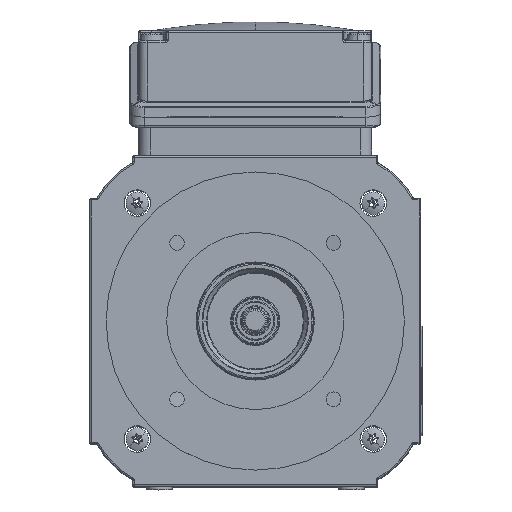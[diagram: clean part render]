
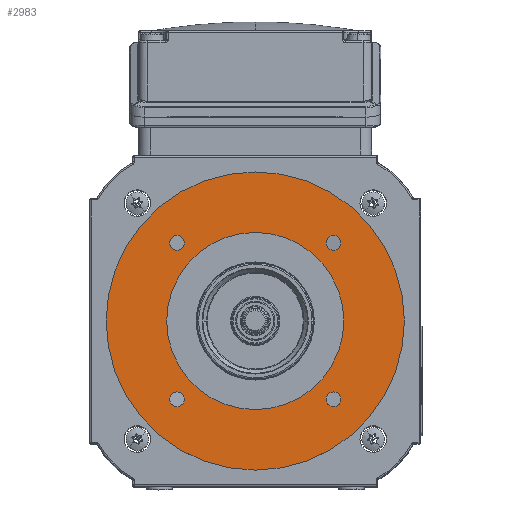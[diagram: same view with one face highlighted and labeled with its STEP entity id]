
A CAD part, top view. The second image highlights one B-rep face of the part: STEP entity #2983.
In plain terms, the highlighted planar face has unit normal (0, 0, 1).
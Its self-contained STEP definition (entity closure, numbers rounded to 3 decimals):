
#66 = CIRCLE ( 'NONE', #5975, 2.5 ) ;
#424 = EDGE_CURVE ( 'NONE', #20771, #1133, #982, .T. ) ;
#750 = DIRECTION ( 'NONE',  ( 0., 0., 1. ) ) ;
#749 = DIRECTION ( 'NONE',  ( 1., 0., 0. ) ) ;
#892 = VERTEX_POINT ( 'NONE', #22121 ) ;
#982 = CIRCLE ( 'NONE', #25752, 50.5 ) ;
#1133 = VERTEX_POINT ( 'NONE', #3293 ) ;
#1178 = DIRECTION ( 'NONE',  ( 1., 0., 0. ) ) ;
#1213 = FACE_BOUND ( 'NONE', #4713, .T. ) ;
#1394 = VERTEX_POINT ( 'NONE', #14988 ) ;
#1713 = AXIS2_PLACEMENT_3D ( 'NONE', #11264, #25907, #13354 ) ;
#2841 = DIRECTION ( 'NONE',  ( 0., 0., 1. ) ) ;
#2983 = ADVANCED_FACE ( 'NONE', ( #17304, #1213, #23501, #22865, #11726, #6116 ), #17429, .F. ) ;
#3293 = CARTESIAN_POINT ( 'NONE',  ( -50.5, 0., 157.5 ) ) ;
#3558 = ORIENTED_EDGE ( 'NONE', *, *, #4330, .F. ) ;
#3621 = EDGE_LOOP ( 'NONE', ( #4157, #16537 ) ) ;
#3728 = DIRECTION ( 'NONE',  ( 0., 0., -1. ) ) ;
#3953 = VERTEX_POINT ( 'NONE', #26079 ) ;
#4083 = DIRECTION ( 'NONE',  ( 0., 0., 1. ) ) ;
#4157 = ORIENTED_EDGE ( 'NONE', *, *, #12811, .F. ) ;
#4196 = AXIS2_PLACEMENT_3D ( 'NONE', #5261, #19944, #7350 ) ;
#4223 = CIRCLE ( 'NONE', #25047, 2.5 ) ;
#4330 = EDGE_CURVE ( 'NONE', #14249, #7876, #16924, .T. ) ;
#4688 = DIRECTION ( 'NONE',  ( 0., 0., -1. ) ) ;
#4713 = EDGE_LOOP ( 'NONE', ( #22943, #25958 ) ) ;
#5160 = AXIS2_PLACEMENT_3D ( 'NONE', #16662, #4083, #18788 ) ;
#5261 = CARTESIAN_POINT ( 'NONE',  ( -26.517, 26.517, 157.5 ) ) ;
#5265 = CIRCLE ( 'NONE', #5160, 30. ) ;
#5567 = AXIS2_PLACEMENT_3D ( 'NONE', #26313, #13751, #1178 ) ;
#5975 = AXIS2_PLACEMENT_3D ( 'NONE', #13302, #750, #15425 ) ;
#6116 = FACE_OUTER_BOUND ( 'NONE', #3621, .T. ) ;
#6353 = EDGE_CURVE ( 'NONE', #7876, #14249, #66, .T. ) ;
#6915 = CARTESIAN_POINT ( 'NONE',  ( 0., 30., 157.5 ) ) ;
#7308 = VERTEX_POINT ( 'NONE', #9229 ) ;
#7350 = DIRECTION ( 'NONE',  ( 1., 0., 0. ) ) ;
#7704 = DIRECTION ( 'NONE',  ( 0., 0., 1. ) ) ;
#7732 = EDGE_CURVE ( 'NONE', #12464, #13262, #12702, .T. ) ;
#7876 = VERTEX_POINT ( 'NONE', #9565 ) ;
#8046 = CARTESIAN_POINT ( 'NONE',  ( 29.017, -26.517, 157.5 ) ) ;
#8686 = CARTESIAN_POINT ( 'NONE',  ( -29.017, -26.517, 157.5 ) ) ;
#9022 = ORIENTED_EDGE ( 'NONE', *, *, #12531, .F. ) ;
#9059 = DIRECTION ( 'NONE',  ( -1., 0., 0. ) ) ;
#9229 = CARTESIAN_POINT ( 'NONE',  ( -24.017, 26.517, 157.5 ) ) ;
#9236 = DIRECTION ( 'NONE',  ( 0., 0., 1. ) ) ;
#9565 = CARTESIAN_POINT ( 'NONE',  ( -24.017, -26.517, 157.5 ) ) ;
#10132 = AXIS2_PLACEMENT_3D ( 'NONE', #6915, #21621, #9059 ) ;
#10358 = ORIENTED_EDGE ( 'NONE', *, *, #12046, .F. ) ;
#10373 = EDGE_LOOP ( 'NONE', ( #27162, #3558 ) ) ;
#10668 = CIRCLE ( 'NONE', #25219, 2.5 ) ;
#10701 = CARTESIAN_POINT ( 'NONE',  ( 50.5, 0., 157.5 ) ) ;
#11264 = CARTESIAN_POINT ( 'NONE',  ( 26.517, -26.517, 157.5 ) ) ;
#11651 = AXIS2_PLACEMENT_3D ( 'NONE', #21779, #9236, #23865 ) ;
#11726 = FACE_BOUND ( 'NONE', #11727, .T. ) ;
#11727 = EDGE_LOOP ( 'NONE', ( #11840, #9022 ) ) ;
#11840 = ORIENTED_EDGE ( 'NONE', *, *, #18709, .F. ) ;
#12046 = EDGE_CURVE ( 'NONE', #3953, #7308, #20389, .T. ) ;
#12133 = DIRECTION ( 'NONE',  ( 0., 0., 1. ) ) ;
#12464 = VERTEX_POINT ( 'NONE', #21547 ) ;
#12531 = EDGE_CURVE ( 'NONE', #892, #22970, #15435, .T. ) ;
#12702 = CIRCLE ( 'NONE', #23044, 2.5 ) ;
#12811 = EDGE_CURVE ( 'NONE', #1133, #20771, #19363, .T. ) ;
#13262 = VERTEX_POINT ( 'NONE', #19086 ) ;
#13302 = CARTESIAN_POINT ( 'NONE',  ( -26.517, -26.517, 157.5 ) ) ;
#13301 = DIRECTION ( 'NONE',  ( 0., 0., 1. ) ) ;
#13354 = DIRECTION ( 'NONE',  ( 1., 0., 0. ) ) ;
#13751 = DIRECTION ( 'NONE',  ( 0., 0., 1. ) ) ;
#14070 = VERTEX_POINT ( 'NONE', #8046 ) ;
#14249 = VERTEX_POINT ( 'NONE', #8686 ) ;
#14988 = CARTESIAN_POINT ( 'NONE',  ( 24.017, -26.517, 157.5 ) ) ;
#15416 = CARTESIAN_POINT ( 'NONE',  ( 0., 0., 157.5 ) ) ;
#15425 = DIRECTION ( 'NONE',  ( 1., 0., 0. ) ) ;
#15435 = CIRCLE ( 'NONE', #16347, 30. ) ;
#15865 = CIRCLE ( 'NONE', #11651, 2.5 ) ;
#16303 = CARTESIAN_POINT ( 'NONE',  ( 0., 0., 157.5 ) ) ;
#16313 = ORIENTED_EDGE ( 'NONE', *, *, #17089, .F. ) ;
#16347 = AXIS2_PLACEMENT_3D ( 'NONE', #15416, #2841, #17544 ) ;
#16537 = ORIENTED_EDGE ( 'NONE', *, *, #424, .F. ) ;
#16584 = CIRCLE ( 'NONE', #1713, 2.5 ) ;
#16662 = CARTESIAN_POINT ( 'NONE',  ( 0., 0., 157.5 ) ) ;
#16924 = CIRCLE ( 'NONE', #5567, 2.5 ) ;
#17089 = EDGE_CURVE ( 'NONE', #13262, #12464, #15865, .T. ) ;
#17112 = CARTESIAN_POINT ( 'NONE',  ( 30., 0., 157.5 ) ) ;
#17263 = CARTESIAN_POINT ( 'NONE',  ( 0., 0., 157.5 ) ) ;
#17304 = FACE_BOUND ( 'NONE', #22553, .T. ) ;
#17429 = PLANE ( 'NONE',  #10132 ) ;
#17544 = DIRECTION ( 'NONE',  ( 1., 0., 0. ) ) ;
#18427 = DIRECTION ( 'NONE',  ( -1., 0., 0. ) ) ;
#18709 = EDGE_CURVE ( 'NONE', #22970, #892, #5265, .T. ) ;
#18786 = EDGE_LOOP ( 'NONE', ( #24958, #10358 ) ) ;
#18788 = DIRECTION ( 'NONE',  ( 1., 0., 0. ) ) ;
#19086 = CARTESIAN_POINT ( 'NONE',  ( 29.017, 26.517, 157.5 ) ) ;
#19363 = CIRCLE ( 'NONE', #25984, 50.5 ) ;
#19388 = DIRECTION ( 'NONE',  ( -1., 0., 0. ) ) ;
#19944 = DIRECTION ( 'NONE',  ( 0., 0., 1. ) ) ;
#20020 = EDGE_CURVE ( 'NONE', #1394, #14070, #4223, .T. ) ;
#20283 = CARTESIAN_POINT ( 'NONE',  ( -26.517, 26.517, 157.5 ) ) ;
#20389 = CIRCLE ( 'NONE', #4196, 2.5 ) ;
#20771 = VERTEX_POINT ( 'NONE', #10701 ) ;
#21547 = CARTESIAN_POINT ( 'NONE',  ( 24.017, 26.517, 157.5 ) ) ;
#21621 = DIRECTION ( 'NONE',  ( 0., 0., -1. ) ) ;
#21779 = CARTESIAN_POINT ( 'NONE',  ( 26.517, 26.517, 157.5 ) ) ;
#21839 = ORIENTED_EDGE ( 'NONE', *, *, #7732, .F. ) ;
#22121 = CARTESIAN_POINT ( 'NONE',  ( -30., 0., 157.5 ) ) ;
#22393 = DIRECTION ( 'NONE',  ( 1., 0., 0. ) ) ;
#22553 = EDGE_LOOP ( 'NONE', ( #16313, #21839 ) ) ;
#22865 = FACE_BOUND ( 'NONE', #18786, .T. ) ;
#22943 = ORIENTED_EDGE ( 'NONE', *, *, #25919, .F. ) ;
#22970 = VERTEX_POINT ( 'NONE', #17112 ) ;
#23044 = AXIS2_PLACEMENT_3D ( 'NONE', #25839, #13301, #749 ) ;
#23501 = FACE_BOUND ( 'NONE', #10373, .T. ) ;
#23865 = DIRECTION ( 'NONE',  ( 1., 0., 0. ) ) ;
#24666 = CARTESIAN_POINT ( 'NONE',  ( 26.517, -26.517, 157.5 ) ) ;
#24958 = ORIENTED_EDGE ( 'NONE', *, *, #25594, .F. ) ;
#25047 = AXIS2_PLACEMENT_3D ( 'NONE', #24666, #12133, #26762 ) ;
#25219 = AXIS2_PLACEMENT_3D ( 'NONE', #20283, #7704, #22393 ) ;
#25594 = EDGE_CURVE ( 'NONE', #7308, #3953, #10668, .T. ) ;
#25752 = AXIS2_PLACEMENT_3D ( 'NONE', #16303, #3728, #18427 ) ;
#25839 = CARTESIAN_POINT ( 'NONE',  ( 26.517, 26.517, 157.5 ) ) ;
#25907 = DIRECTION ( 'NONE',  ( 0., 0., 1. ) ) ;
#25919 = EDGE_CURVE ( 'NONE', #14070, #1394, #16584, .T. ) ;
#25958 = ORIENTED_EDGE ( 'NONE', *, *, #20020, .F. ) ;
#25984 = AXIS2_PLACEMENT_3D ( 'NONE', #17263, #4688, #19388 ) ;
#26079 = CARTESIAN_POINT ( 'NONE',  ( -29.017, 26.517, 157.5 ) ) ;
#26313 = CARTESIAN_POINT ( 'NONE',  ( -26.517, -26.517, 157.5 ) ) ;
#26762 = DIRECTION ( 'NONE',  ( 1., 0., 0. ) ) ;
#27162 = ORIENTED_EDGE ( 'NONE', *, *, #6353, .F. ) ;
